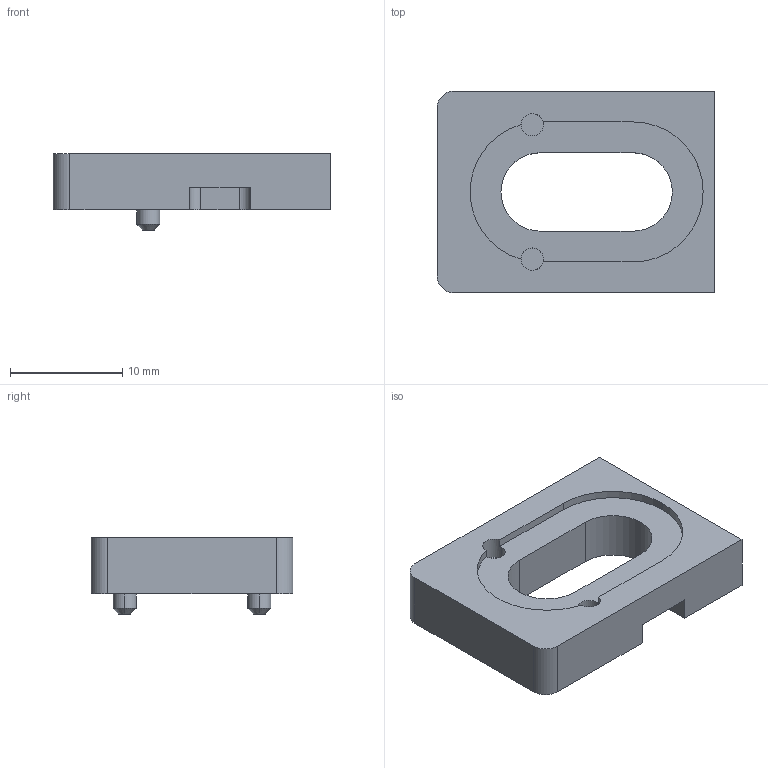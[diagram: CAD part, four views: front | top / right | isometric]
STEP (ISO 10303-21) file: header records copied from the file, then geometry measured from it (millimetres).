
FILE_DESCRIPTION (( 'STEP AP203' ), '1' );
FILE_NAME ('Accessories for aluminium profiles094105.step', '2015-11-23T12:54:04', ( '' ), ( '' ), 'SwSTEP 2.0', 'SolidWorks 2015', '' );
FILE_SCHEMA (( 'CONFIG_CONTROL_DESIGN' ));
Length unit declared in the file: millimetre
Products named in the file (1): Accessories for aluminium profiles094105
Bounding box: 24.8 x 18 x 6.8 mm (x, y, z)
Volume: 1595.2 mm3; surface area: 1379.6 mm2
Topology: 1 solids, 1 shells, 47 faces, 122 edges, 80 vertices
Faces by surface type: plane 23, cylinder 20, cone 4
Entity records: 1533 total; most frequent: DIRECTION 266, CARTESIAN_POINT 250, ORIENTED_EDGE 244, EDGE_CURVE 122, AXIS2_PLACEMENT_3D 96, VERTEX_POINT 80, LINE 74, VECTOR 74
